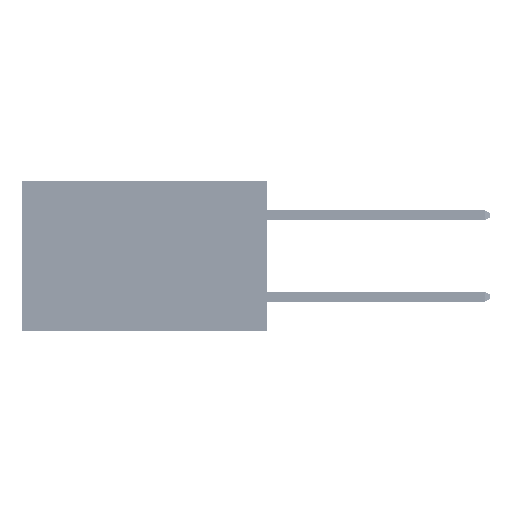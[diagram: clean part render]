
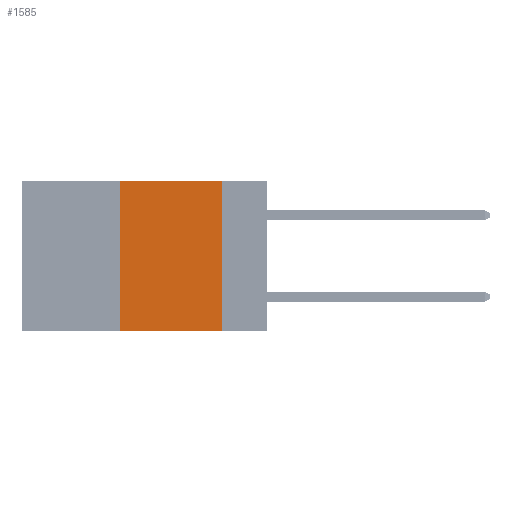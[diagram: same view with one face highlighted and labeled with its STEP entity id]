
A CAD part, left-side view. The second image highlights one B-rep face of the part: STEP entity #1585.
In plain terms, the highlighted planar face has unit normal (-1, 0, 0).
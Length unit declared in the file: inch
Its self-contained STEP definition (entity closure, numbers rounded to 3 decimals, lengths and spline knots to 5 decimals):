
#1585 = ADVANCED_FACE ( 'NONE', ( #3696 ), #21765, .F. ) ;
#2163 = CARTESIAN_POINT ( 'NONE',  ( 0., 0.11, 0. ) ) ;
#3696 = FACE_OUTER_BOUND ( 'NONE', #24000, .T. ) ;
#4243 = VECTOR ( 'NONE', #25191, 39.37008 ) ;
#5289 = VERTEX_POINT ( 'NONE', #44570 ) ;
#5639 = AXIS2_PLACEMENT_3D ( 'NONE', #33443, #33605, #29539 ) ;
#7924 = ORIENTED_EDGE ( 'NONE', *, *, #39563, .F. ) ;
#9753 = DIRECTION ( 'NONE',  ( 0., -1., 0. ) ) ;
#10521 = LINE ( 'NONE', #12971, #45509 ) ;
#11754 = CARTESIAN_POINT ( 'NONE',  ( 0., 0.11, -0.37 ) ) ;
#12065 = VECTOR ( 'NONE', #32675, 39.37008 ) ;
#12971 = CARTESIAN_POINT ( 'NONE',  ( 0., 0.6, 0. ) ) ;
#13494 = CARTESIAN_POINT ( 'NONE',  ( 0., 0.11, 0. ) ) ;
#16293 = LINE ( 'NONE', #13494, #4243 ) ;
#17722 = ORIENTED_EDGE ( 'NONE', *, *, #29484, .F. ) ;
#19214 = VECTOR ( 'NONE', #38802, 39.37008 ) ;
#20574 = EDGE_CURVE ( 'NONE', #42635, #30666, #10521, .T. ) ;
#20841 = ORIENTED_EDGE ( 'NONE', *, *, #49101, .T. ) ;
#21765 = PLANE ( 'NONE',  #5639 ) ;
#21962 = CARTESIAN_POINT ( 'NONE',  ( 0., 0.36, 0. ) ) ;
#24000 = EDGE_LOOP ( 'NONE', ( #17722, #39576, #7924, #20841 ) ) ;
#24733 = CARTESIAN_POINT ( 'NONE',  ( 0., 0.6, -0.37 ) ) ;
#25191 = DIRECTION ( 'NONE',  ( 0., 0., -1. ) ) ;
#29484 = EDGE_CURVE ( 'NONE', #30666, #37703, #16293, .T. ) ;
#29539 = DIRECTION ( 'NONE',  ( 0., 0., -1. ) ) ;
#29664 = LINE ( 'NONE', #24733, #12065 ) ;
#30666 = VERTEX_POINT ( 'NONE', #2163 ) ;
#30730 = CARTESIAN_POINT ( 'NONE',  ( 0., 0.36, 0. ) ) ;
#32675 = DIRECTION ( 'NONE',  ( 0., -1., 0. ) ) ;
#33142 = LINE ( 'NONE', #30730, #19214 ) ;
#33443 = CARTESIAN_POINT ( 'NONE',  ( 0., 0.6, 0. ) ) ;
#33605 = DIRECTION ( 'NONE',  ( 1., 0., 0. ) ) ;
#37703 = VERTEX_POINT ( 'NONE', #11754 ) ;
#38802 = DIRECTION ( 'NONE',  ( 0., 0., 1. ) ) ;
#39563 = EDGE_CURVE ( 'NONE', #5289, #42635, #33142, .T. ) ;
#39576 = ORIENTED_EDGE ( 'NONE', *, *, #20574, .F. ) ;
#42635 = VERTEX_POINT ( 'NONE', #21962 ) ;
#44570 = CARTESIAN_POINT ( 'NONE',  ( 0., 0.36, -0.37 ) ) ;
#45509 = VECTOR ( 'NONE', #9753, 39.37008 ) ;
#49101 = EDGE_CURVE ( 'NONE', #5289, #37703, #29664, .T. ) ;
